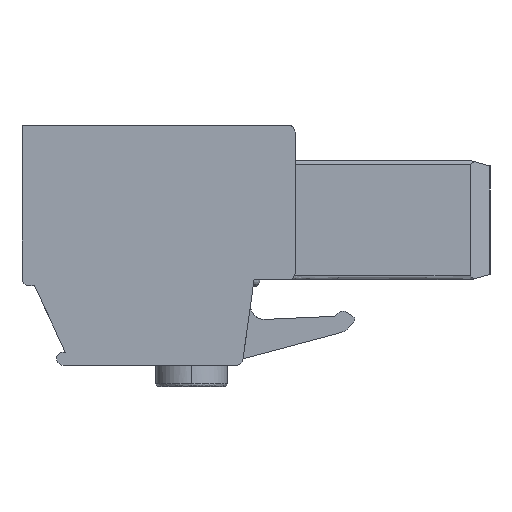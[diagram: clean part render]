
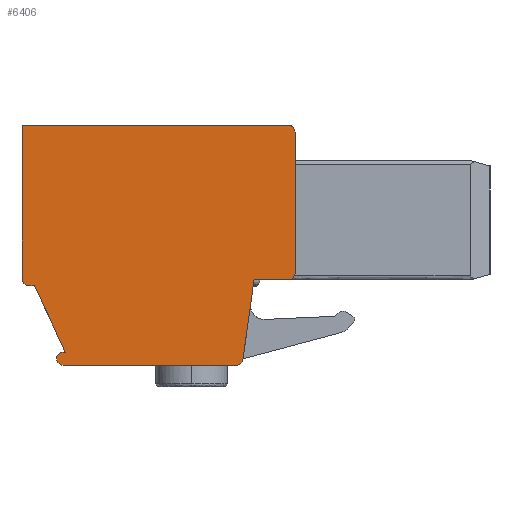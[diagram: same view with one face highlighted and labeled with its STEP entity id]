
A CAD part, left-side view. The second image highlights one B-rep face of the part: STEP entity #6406.
In plain terms, the highlighted free-form (B-spline) face has degree [1, 1] with [2, 2] control points.
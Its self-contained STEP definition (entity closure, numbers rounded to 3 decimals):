
#3440=CARTESIAN_POINT('',(41.91,20.6,-11.6));
#3441=VERTEX_POINT('',#3440);
#3447=CARTESIAN_POINT('',(41.91,20.6,0.));
#3448=VERTEX_POINT('',#3447);
#3449=CARTESIAN_POINT('',(41.91,20.6,-11.6));
#3450=CARTESIAN_POINT('',(41.91,20.6,0.));
#3451=B_SPLINE_CURVE_WITH_KNOTS('',1,(#3449,#3450),.POLYLINE_FORM.,.F.,.U.,(2,2),(0.,1.),.UNSPECIFIED.);
#3452=EDGE_CURVE('',#3441,#3448,#3451,.T.);
#3489=CARTESIAN_POINT('',(41.91,0.5,0.));
#3490=VERTEX_POINT('',#3489);
#3491=CARTESIAN_POINT('',(41.91,0.5,0.));
#3492=CARTESIAN_POINT('',(41.91,20.6,0.));
#3493=B_SPLINE_CURVE_WITH_KNOTS('',1,(#3491,#3492),.POLYLINE_FORM.,.F.,.U.,(2,2),(0.,1.),.UNSPECIFIED.);
#3494=EDGE_CURVE('',#3490,#3448,#3493,.T.);
#4011=CARTESIAN_POINT('',(41.91,0.,-0.5));
#4012=VERTEX_POINT('',#4011);
#4018=CARTESIAN_POINT('',(41.91,0.,-11.15));
#4019=VERTEX_POINT('',#4018);
#4020=CARTESIAN_POINT('',(41.91,0.,-11.15));
#4021=CARTESIAN_POINT('',(41.91,0.,-0.5));
#4022=B_SPLINE_CURVE_WITH_KNOTS('',1,(#4020,#4021),.POLYLINE_FORM.,.F.,.U.,(2,2),(0.,1.),.UNSPECIFIED.);
#4023=EDGE_CURVE('',#4019,#4012,#4022,.T.);
#4712=CARTESIAN_POINT('',(41.91,0.5,-11.65));
#4713=VERTEX_POINT('',#4712);
#4719=CARTESIAN_POINT('',(41.91,3.1,-11.65));
#4720=VERTEX_POINT('',#4719);
#4721=CARTESIAN_POINT('',(41.91,3.1,-11.65));
#4722=CARTESIAN_POINT('',(41.91,0.5,-11.65));
#4723=B_SPLINE_CURVE_WITH_KNOTS('',1,(#4721,#4722),.POLYLINE_FORM.,.F.,.U.,(2,2),(0.,1.),.UNSPECIFIED.);
#4724=EDGE_CURVE('',#4720,#4713,#4723,.T.);
#5021=CARTESIAN_POINT('',(41.91,3.94,-17.669));
#5022=VERTEX_POINT('',#5021);
#5023=CARTESIAN_POINT('',(41.91,3.94,-17.669));
#5024=CARTESIAN_POINT('',(41.91,3.1,-11.65));
#5025=B_SPLINE_CURVE_WITH_KNOTS('',1,(#5023,#5024),.POLYLINE_FORM.,.F.,.U.,(2,2),(0.,1.),.UNSPECIFIED.);
#5026=EDGE_CURVE('',#5022,#4720,#5025,.T.);
#5388=CARTESIAN_POINT('',(41.91,4.435,-18.1));
#5389=VERTEX_POINT('',#5388);
#5390=CARTESIAN_POINT('',(41.91,4.435,-18.1));
#5391=CARTESIAN_POINT('',(41.91,4.,-18.1));
#5392=CARTESIAN_POINT('',(41.91,3.94,-17.669));
#5393=(BOUNDED_CURVE()B_SPLINE_CURVE(2,(#5390,#5391,#5392),.CIRCULAR_ARC.,.F.,.U.)B_SPLINE_CURVE_WITH_KNOTS((3,3),(0.,1.),.UNSPECIFIED.)CURVE()GEOMETRIC_REPRESENTATION_ITEM()RATIONAL_B_SPLINE_CURVE((1.,0.754,1.))REPRESENTATION_ITEM(''));
#5394=EDGE_CURVE('',#5389,#5022,#5393,.T.);
#5420=CARTESIAN_POINT('',(41.91,17.5,-18.1));
#5421=VERTEX_POINT('',#5420);
#5422=CARTESIAN_POINT('',(41.91,17.5,-18.1));
#5423=CARTESIAN_POINT('',(41.91,4.435,-18.1));
#5424=B_SPLINE_CURVE_WITH_KNOTS('',1,(#5422,#5423),.POLYLINE_FORM.,.F.,.U.,(2,2),(0.,1.),.UNSPECIFIED.);
#5425=EDGE_CURVE('',#5421,#5389,#5424,.T.);
#5731=CARTESIAN_POINT('',(41.91,17.5,-17.1));
#5732=VERTEX_POINT('',#5731);
#5733=CARTESIAN_POINT('',(41.91,17.5,-17.1));
#5734=CARTESIAN_POINT('',(41.91,18.,-17.1));
#5735=CARTESIAN_POINT('',(41.91,18.,-17.6));
#5736=CARTESIAN_POINT('',(41.91,18.,-18.1));
#5737=CARTESIAN_POINT('',(41.91,17.5,-18.1));
#5738=(BOUNDED_CURVE()B_SPLINE_CURVE(2,(#5733,#5734,#5735,#5736,#5737),.CIRCULAR_ARC.,.F.,.U.)B_SPLINE_CURVE_WITH_KNOTS((3,2,3),(0.,0.5,1.),.UNSPECIFIED.)CURVE()GEOMETRIC_REPRESENTATION_ITEM()RATIONAL_B_SPLINE_CURVE((1.,0.707,1.,0.707,1.))REPRESENTATION_ITEM(''));
#5739=EDGE_CURVE('',#5732,#5421,#5738,.T.);
#6350=CARTESIAN_POINT('',(41.91,37.741,18.498));
#6351=CARTESIAN_POINT('',(41.91,-17.255,18.498));
#6352=CARTESIAN_POINT('',(41.91,37.741,-36.498));
#6353=CARTESIAN_POINT('',(41.91,-17.255,-36.498));
#6354=B_SPLINE_SURFACE_WITH_KNOTS('',1,1,((#6350,#6351),(#6352,#6353)),.PLANE_SURF.,.F.,.F.,.U.,(2,2),(2,2),(0.,1.),(0.,1.),.UNSPECIFIED.);
#6355=CARTESIAN_POINT('',(41.91,20.1,-12.1));
#6356=VERTEX_POINT('',#6355);
#6357=CARTESIAN_POINT('',(41.91,20.1,-12.1));
#6358=CARTESIAN_POINT('',(41.91,20.6,-12.1));
#6359=CARTESIAN_POINT('',(41.91,20.6,-11.6));
#6360=(BOUNDED_CURVE()B_SPLINE_CURVE(2,(#6357,#6358,#6359),.CIRCULAR_ARC.,.F.,.U.)B_SPLINE_CURVE_WITH_KNOTS((3,3),(0.,1.),.UNSPECIFIED.)CURVE()GEOMETRIC_REPRESENTATION_ITEM()RATIONAL_B_SPLINE_CURVE((1.,0.707,1.))REPRESENTATION_ITEM(''));
#6361=EDGE_CURVE('',#6356,#3441,#6360,.T.);
#6362=ORIENTED_EDGE('',*,*,#6361,.F.);
#6363=CARTESIAN_POINT('',(41.91,19.66,-12.1));
#6364=VERTEX_POINT('',#6363);
#6365=CARTESIAN_POINT('',(41.91,19.66,-12.1));
#6366=CARTESIAN_POINT('',(41.91,20.1,-12.1));
#6367=B_SPLINE_CURVE_WITH_KNOTS('',1,(#6365,#6366),.POLYLINE_FORM.,.F.,.U.,(2,2),(0.,1.),.UNSPECIFIED.);
#6368=EDGE_CURVE('',#6364,#6356,#6367,.T.);
#6369=ORIENTED_EDGE('',*,*,#6368,.F.);
#6370=CARTESIAN_POINT('',(41.91,17.329,-17.1));
#6371=VERTEX_POINT('',#6370);
#6372=CARTESIAN_POINT('',(41.91,17.329,-17.1));
#6373=CARTESIAN_POINT('',(41.91,19.66,-12.1));
#6374=B_SPLINE_CURVE_WITH_KNOTS('',1,(#6372,#6373),.POLYLINE_FORM.,.F.,.U.,(2,2),(0.,1.),.UNSPECIFIED.);
#6375=EDGE_CURVE('',#6371,#6364,#6374,.T.);
#6376=ORIENTED_EDGE('',*,*,#6375,.F.);
#6377=CARTESIAN_POINT('',(41.91,17.329,-17.1));
#6378=CARTESIAN_POINT('',(41.91,17.5,-17.1));
#6379=B_SPLINE_CURVE_WITH_KNOTS('',1,(#6377,#6378),.POLYLINE_FORM.,.F.,.U.,(2,2),(0.,1.),.UNSPECIFIED.);
#6380=EDGE_CURVE('',#6371,#5732,#6379,.T.);
#6381=ORIENTED_EDGE('',*,*,#6380,.T.);
#6382=ORIENTED_EDGE('',*,*,#5739,.T.);
#6383=ORIENTED_EDGE('',*,*,#5425,.T.);
#6384=ORIENTED_EDGE('',*,*,#5394,.T.);
#6385=ORIENTED_EDGE('',*,*,#5026,.T.);
#6386=ORIENTED_EDGE('',*,*,#4724,.T.);
#6387=CARTESIAN_POINT('',(41.91,0.5,-11.65));
#6388=CARTESIAN_POINT('',(41.91,0.,-11.65));
#6389=CARTESIAN_POINT('',(41.91,0.,-11.15));
#6390=(BOUNDED_CURVE()B_SPLINE_CURVE(2,(#6387,#6388,#6389),.CIRCULAR_ARC.,.F.,.U.)B_SPLINE_CURVE_WITH_KNOTS((3,3),(0.,1.),.UNSPECIFIED.)CURVE()GEOMETRIC_REPRESENTATION_ITEM()RATIONAL_B_SPLINE_CURVE((1.,0.707,1.))REPRESENTATION_ITEM(''));
#6391=EDGE_CURVE('',#4713,#4019,#6390,.T.);
#6392=ORIENTED_EDGE('',*,*,#6391,.T.);
#6393=ORIENTED_EDGE('',*,*,#4023,.T.);
#6394=CARTESIAN_POINT('',(41.91,0.,-0.5));
#6395=CARTESIAN_POINT('',(41.91,0.,-0.293));
#6396=CARTESIAN_POINT('',(41.91,0.146,-0.146));
#6397=CARTESIAN_POINT('',(41.91,0.293,0.));
#6398=CARTESIAN_POINT('',(41.91,0.5,0.));
#6399=(BOUNDED_CURVE()B_SPLINE_CURVE(2,(#6394,#6395,#6396,#6397,#6398),.CIRCULAR_ARC.,.F.,.U.)B_SPLINE_CURVE_WITH_KNOTS((3,2,3),(0.,0.5,1.),.UNSPECIFIED.)CURVE()GEOMETRIC_REPRESENTATION_ITEM()RATIONAL_B_SPLINE_CURVE((1.,0.924,1.,0.924,1.))REPRESENTATION_ITEM(''));
#6400=EDGE_CURVE('',#4012,#3490,#6399,.T.);
#6401=ORIENTED_EDGE('',*,*,#6400,.T.);
#6402=ORIENTED_EDGE('',*,*,#3494,.T.);
#6403=ORIENTED_EDGE('',*,*,#3452,.F.);
#6404=EDGE_LOOP('',(#6362,#6369,#6376,#6381,#6382,#6383,#6384,#6385,#6386,#6392,#6393,#6401,#6402,#6403));
#6405=FACE_OUTER_BOUND('',#6404,.T.);
#6406=ADVANCED_FACE('',(#6405),#6354,.T.);
